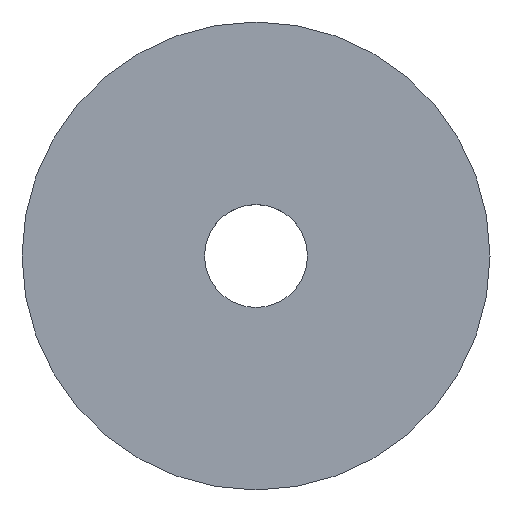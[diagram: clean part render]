
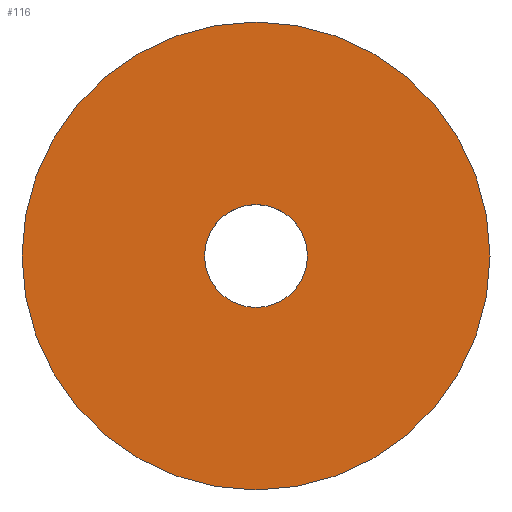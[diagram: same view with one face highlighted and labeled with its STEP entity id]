
A CAD part, top view. The second image highlights one B-rep face of the part: STEP entity #116.
In plain terms, the highlighted planar face has unit normal (0, 0, 1).
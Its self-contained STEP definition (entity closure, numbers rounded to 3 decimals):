
#25=FACE_BOUND('',#37,.T.);
#29=FACE_OUTER_BOUND('',#36,.T.);
#36=EDGE_LOOP('',(#91,#92));
#37=EDGE_LOOP('',(#93,#94));
#46=CIRCLE('',#140,2.75);
#47=CIRCLE('',#141,2.75);
#48=CIRCLE('',#143,12.5);
#49=CIRCLE('',#144,12.5);
#58=VERTEX_POINT('',#204);
#59=VERTEX_POINT('',#206);
#60=VERTEX_POINT('',#210);
#61=VERTEX_POINT('',#211);
#71=EDGE_CURVE('',#59,#58,#46,.T.);
#72=EDGE_CURVE('',#58,#59,#47,.T.);
#73=EDGE_CURVE('',#60,#61,#48,.T.);
#74=EDGE_CURVE('',#61,#60,#49,.T.);
#91=ORIENTED_EDGE('',*,*,#73,.F.);
#92=ORIENTED_EDGE('',*,*,#74,.F.);
#93=ORIENTED_EDGE('',*,*,#71,.T.);
#94=ORIENTED_EDGE('',*,*,#72,.T.);
#112=PLANE('',#142);
#116=ADVANCED_FACE('',(#29,#25),#112,.T.);
#140=AXIS2_PLACEMENT_3D('',#207,#167,#168);
#141=AXIS2_PLACEMENT_3D('',#208,#169,#170);
#142=AXIS2_PLACEMENT_3D('',#209,#171,#172);
#143=AXIS2_PLACEMENT_3D('',#212,#173,#174);
#144=AXIS2_PLACEMENT_3D('',#213,#175,#176);
#167=DIRECTION('center_axis',(0.,0.,-1.));
#168=DIRECTION('ref_axis',(1.,0.,0.));
#169=DIRECTION('center_axis',(0.,0.,-1.));
#170=DIRECTION('ref_axis',(1.,0.,0.));
#171=DIRECTION('center_axis',(0.,0.,1.));
#172=DIRECTION('ref_axis',(1.,0.,0.));
#173=DIRECTION('center_axis',(0.,0.,-1.));
#174=DIRECTION('ref_axis',(1.,0.,0.));
#175=DIRECTION('center_axis',(0.,0.,-1.));
#176=DIRECTION('ref_axis',(1.,0.,0.));
#204=CARTESIAN_POINT('',(7.75,0.,10.));
#206=CARTESIAN_POINT('',(2.25,0.,10.));
#207=CARTESIAN_POINT('Origin',(5.,0.,10.));
#208=CARTESIAN_POINT('Origin',(5.,0.,10.));
#209=CARTESIAN_POINT('Origin',(-7.5,0.,10.));
#210=CARTESIAN_POINT('',(-7.5,0.,10.));
#211=CARTESIAN_POINT('',(17.5,0.,10.));
#212=CARTESIAN_POINT('Origin',(5.,0.,10.));
#213=CARTESIAN_POINT('Origin',(5.,0.,10.));
